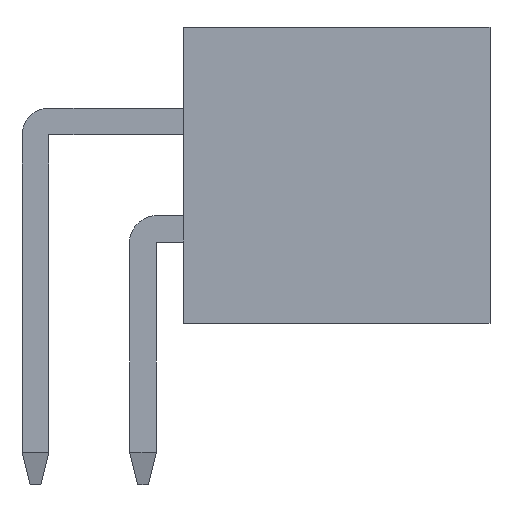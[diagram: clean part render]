
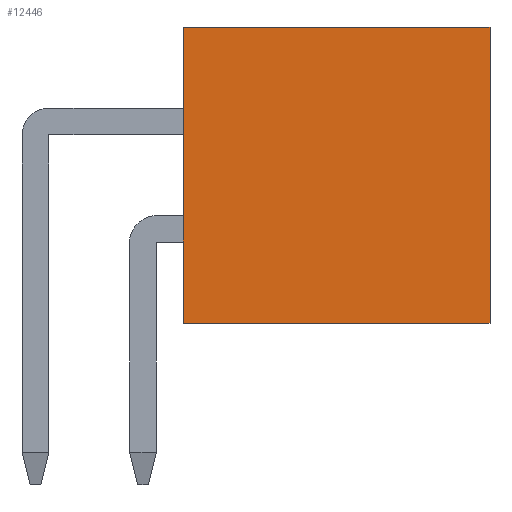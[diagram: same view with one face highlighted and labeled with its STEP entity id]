
A CAD part, front view. The second image highlights one B-rep face of the part: STEP entity #12446.
In plain terms, the highlighted face is planar.
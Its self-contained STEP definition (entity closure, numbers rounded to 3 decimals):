
#745=ORIENTED_EDGE('',*,*,#3058,.F.);
#746=ORIENTED_EDGE('',*,*,#3059,.F.);
#747=ORIENTED_EDGE('',*,*,#3060,.T.);
#748=ORIENTED_EDGE('',*,*,#3061,.T.);
#3058=EDGE_CURVE('',#4188,#4189,#5086,.T.);
#3059=EDGE_CURVE('',#4190,#4188,#5087,.T.);
#3060=EDGE_CURVE('',#4190,#4191,#5088,.T.);
#3061=EDGE_CURVE('',#4191,#4189,#5089,.T.);
#4188=VERTEX_POINT('',#16679);
#4189=VERTEX_POINT('',#16680);
#4190=VERTEX_POINT('',#16682);
#4191=VERTEX_POINT('',#16684);
#5086=LINE('',#16678,#6310);
#5087=LINE('',#16681,#6311);
#5088=LINE('',#16683,#6312);
#5089=LINE('',#16685,#6313);
#6310=VECTOR('',#14146,1000.);
#6311=VECTOR('',#14147,1000.);
#6312=VECTOR('',#14148,1000.);
#6313=VECTOR('',#14149,1000.);
#7220=EDGE_LOOP('',(#745,#746,#747,#748));
#7772=FACE_BOUND('',#7220,.T.);
#8308=PLANE('',#12972);
#12446=ADVANCED_FACE('',(#7772),#8308,.T.);
#12972=AXIS2_PLACEMENT_3D('',#16677,#14144,#14145);
#14144=DIRECTION('',(1.,0.,0.));
#14145=DIRECTION('',(0.,0.,-1.));
#14146=DIRECTION('',(0.,0.,-1.));
#14147=DIRECTION('',(0.,1.,0.));
#14148=DIRECTION('',(0.,0.,-1.));
#14149=DIRECTION('',(0.,1.,0.));
#16677=CARTESIAN_POINT('',(11.625,-2.75,2.85));
#16678=CARTESIAN_POINT('',(11.625,2.75,2.85));
#16679=CARTESIAN_POINT('',(11.625,2.75,2.85));
#16680=CARTESIAN_POINT('',(11.625,2.75,-2.85));
#16681=CARTESIAN_POINT('',(11.625,-2.75,2.85));
#16682=CARTESIAN_POINT('',(11.625,-2.75,2.85));
#16683=CARTESIAN_POINT('',(11.625,-2.75,2.85));
#16684=CARTESIAN_POINT('',(11.625,-2.75,-2.85));
#16685=CARTESIAN_POINT('',(11.625,-2.75,-2.85));
